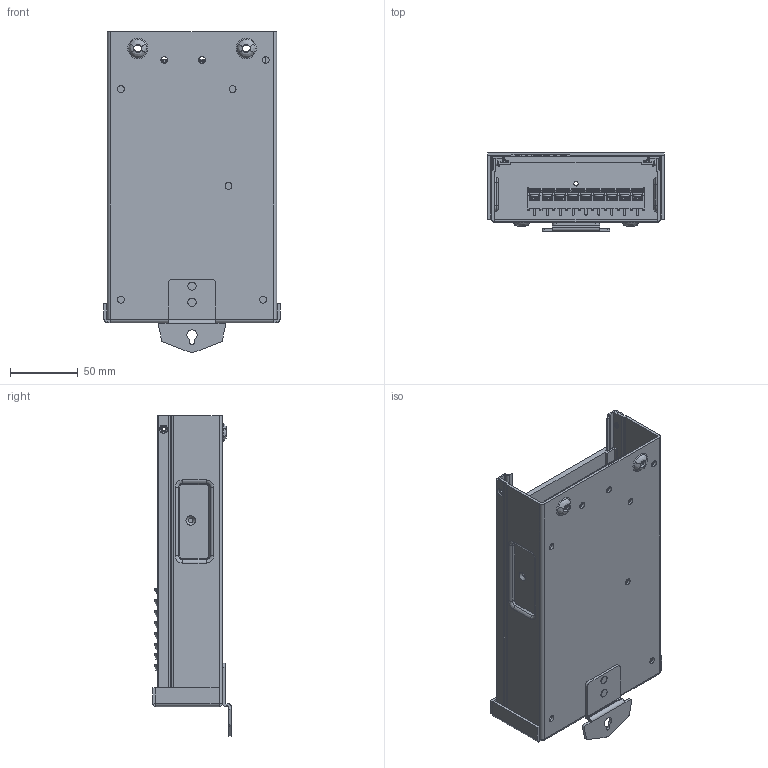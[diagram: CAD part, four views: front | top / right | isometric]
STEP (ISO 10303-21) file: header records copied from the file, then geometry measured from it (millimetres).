
FILE_DESCRIPTION(/* description */ (''),/* implementation_level */ '2;1');
FILE_NAME(/* name */ 'EHS350&400.stp',/* time_stamp */ '2023-07-21T17:07:50+08:00',/* author */ (''),/* organization */ (''),/* preprocessor_version */ 'ST-DEVELOPER v19.3',/* originating_system */ 'SIEMENS PLM Software NX2212.3001',/* authorisation */ '');
FILE_SCHEMA (('AUTOMOTIVE_DESIGN { 1 0 10303 214 3 1 1 1 }'));
Products named in the file (6): A01J1DZP0000031; A01J1DZG0000007; A04WJJSK0000047; A04WJJSK0000046; EHS350&400-A01_MODEL; EHS350&400
Assembly tree (5 placements, depth 3):
  EHS350&400
    EHS350&400-A01_MODEL
      A01J1DZP0000031
    A04WJJSK0000046
    A04WJJSK0000047
    A01J1DZG0000007
Bounding box: 130 x 58 x 236.98 mm (x, y, z)
Volume: 163038.7 mm3; surface area: 201294.3 mm2
Topology: 5 solids, 5 shells, 1625 faces, 5265 edges, 3652 vertices
Faces by surface type: plane 1034, cylinder 387, torus 99, cone 42, sphere 36, bspline 27
Full cylindrical faces by diameter (mm): 2.5 x2, 3.2 x3, 4 x4, 4.1 x2, 5 x12, 6 x2
Entity records: 61157 total; most frequent: CARTESIAN_POINT 16594, ORIENTED_EDGE 10346, DIRECTION 8066, EDGE_CURVE 5173, VERTEX_POINT 3635, AXIS2_PLACEMENT_3D 2963, LINE 2140, VECTOR 2140
